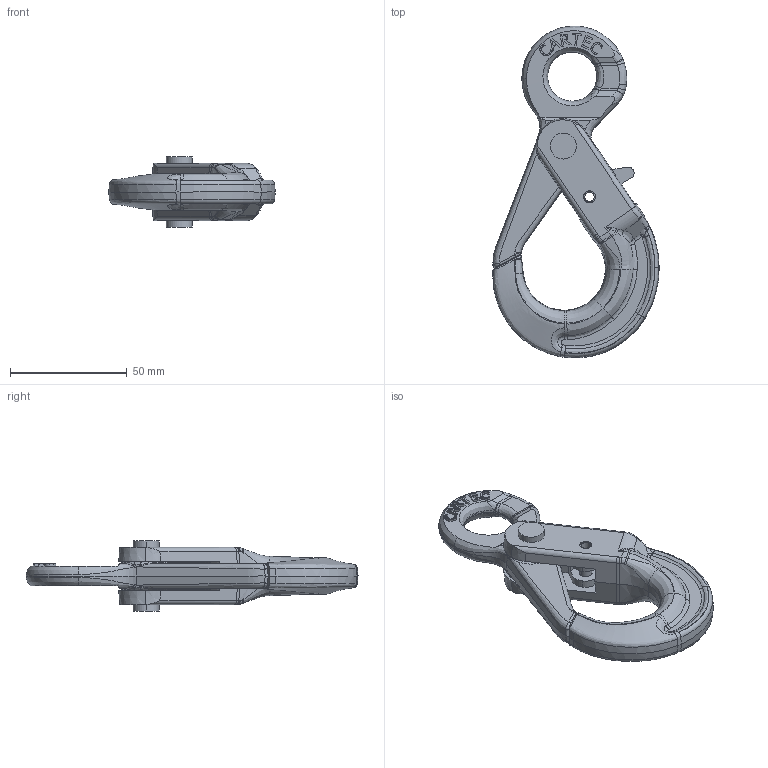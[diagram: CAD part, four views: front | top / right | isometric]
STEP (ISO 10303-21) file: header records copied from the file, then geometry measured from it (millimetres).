
FILE_DESCRIPTION(('STEP AP214'),'1');
FILE_NAME('cro_06.stp','2018-01-24T07:01:19',('TraceParts'),('TraceParts S.A.'),'Spatial InterOp 3D',' ',' ');
FILE_SCHEMA(('automotive_design'));
Length unit declared in the file: millimetre
Products named in the file (5): cro_06_1; cro_06_2; cro_06_3; cro_06_4; cro_06_5
Bounding box: 71.32 x 142.28 x 30 mm (x, y, z)
Volume: 64851.7 mm3; surface area: 23998.7 mm2
Topology: 5 solids, 5 shells, 483 faces, 1262 edges, 774 vertices
Faces by surface type: bspline 249, plane 121, cylinder 57, cone 38, torus 14, sphere 4
Entity records: 45337 total; most frequent: CARTESIAN_POINT 31229, ORIENTED_EDGE 2478, DIRECTION 1597, EDGE_CURVE 1239, VERTEX_POINT 774, AXIS2_PLACEMENT_3D 612, EDGE_LOOP 509, B_SPLINE_CURVE_WITH_KNOTS 493
